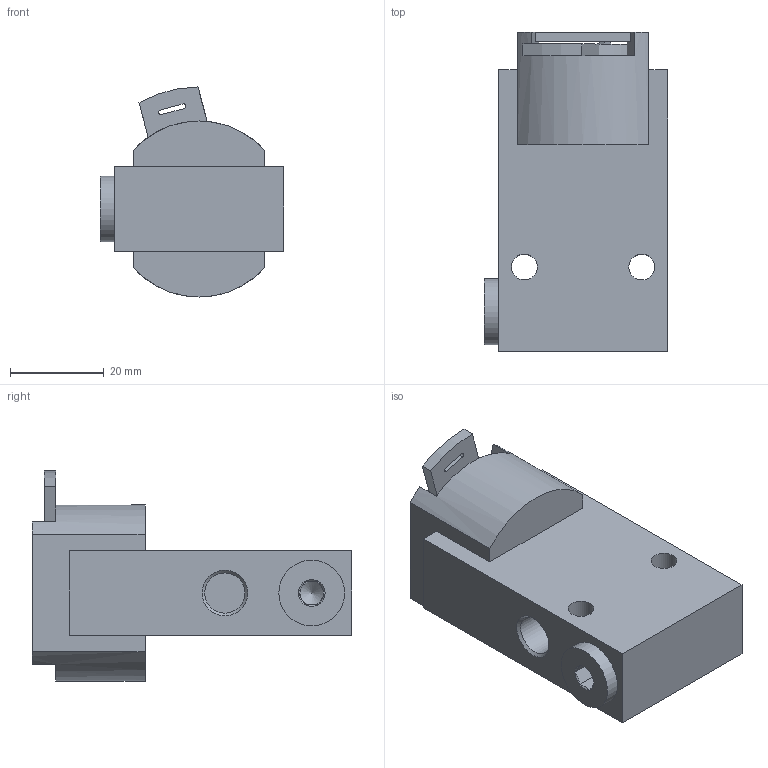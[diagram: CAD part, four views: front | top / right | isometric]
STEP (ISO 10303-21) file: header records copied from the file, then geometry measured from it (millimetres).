
FILE_DESCRIPTION(/* description */ ('STEP AP214'),/* implementation_level */ '2;1');
FILE_NAME(/* name */ '10191_SVOS-3-1_8',/* time_stamp */ '2024-09-15T14:46:15+02:00',/* author */ ('License CC BY-ND 4.0'),/* organization */ ('CADENAS'),/* preprocessor_version */ 'ST-DEVELOPER v19.3',/* originating_system */ 'PARTsolutions',/* authorisation */ ' ');
FILE_SCHEMA (('AUTOMOTIVE_DESIGN {1 0 10303 214 3 1 1}'));
Length unit declared in the file: millimetre
Products named in the file (3): 10191 SVOS-3-1/8---(16); 10191 SVOS-3-1/8---(1_6_p); DIN-908 G1/8A
Assembly tree (2 placements, depth 2):
  10191 SVOS-3-1/8---(16)
    10191 SVOS-3-1/8---(1_6_p)
    DIN-908 G1/8A
Bounding box: 39 x 68 x 44.75 mm (x, y, z)
Volume: 47662.8 mm3; surface area: 13812.6 mm2
Topology: 2 solids, 2 shells, 155 faces, 402 edges, 258 vertices
Faces by surface type: plane 98, cylinder 43, cone 14
Full cylindrical faces by diameter (mm): 5.5 x2, 6.7 x1, 8.566 x4, 9.728 x1, 14 x1
Entity records: 4740 total; most frequent: CARTESIAN_POINT 824, DIRECTION 821, ORIENTED_EDGE 768, EDGE_CURVE 384, AXIS2_PLACEMENT_3D 285, VERTEX_POINT 258, LINE 251, VECTOR 251
